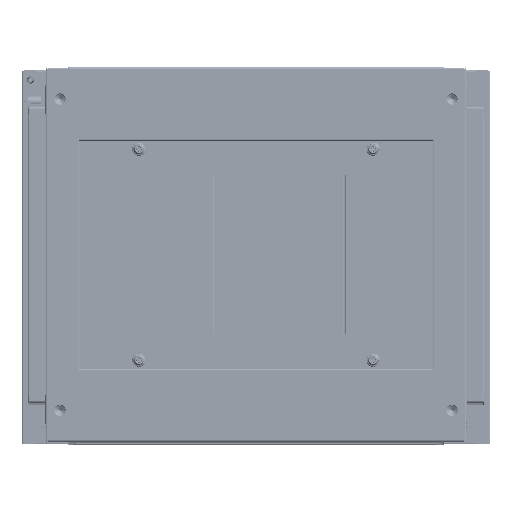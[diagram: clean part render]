
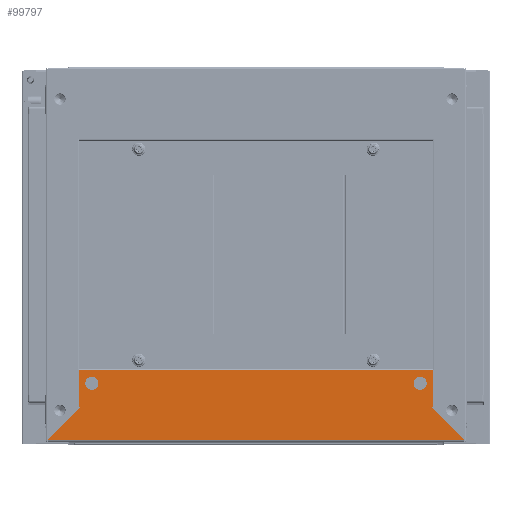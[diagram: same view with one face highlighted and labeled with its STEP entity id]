
A CAD part, top view. The second image highlights one B-rep face of the part: STEP entity #99797.
In plain terms, the highlighted planar face has unit normal (0, 0, 1).
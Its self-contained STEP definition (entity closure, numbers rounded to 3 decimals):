
#44420 = CARTESIAN_POINT ( 'NONE',  ( 188.25, -40.29, 1.5 ) ) ;
#44608 = CARTESIAN_POINT ( 'NONE',  ( -188.25, -40.29, 1.5 ) ) ;
#44614 = CARTESIAN_POINT ( 'NONE',  ( -188.25, -0.7, 1.5 ) ) ;
#44665 = CARTESIAN_POINT ( 'NONE',  ( -187.55, 0., 1.5 ) ) ;
#44673 = CARTESIAN_POINT ( 'NONE',  ( 222.24, 34.69, 1.5 ) ) ;
#44697 = CARTESIAN_POINT ( 'NONE',  ( 187.55, 0., 1.5 ) ) ;
#44952 = CARTESIAN_POINT ( 'NONE',  ( -222.24, 34.69, 1.5 ) ) ;
#45843 = CARTESIAN_POINT ( 'NONE',  ( 188.25, -0.7, 1.5 ) ) ;
#50814 = CARTESIAN_POINT ( 'NONE',  ( 182., -26.3, 1.5 ) ) ;
#53534 = CARTESIAN_POINT ( 'NONE',  ( 168., -26.3, 1.5 ) ) ;
#56633 = CARTESIAN_POINT ( 'NONE',  ( -168., -26.3, 1.5 ) ) ;
#56702 = VERTEX_POINT ( 'NONE', #57247 ) ;
#56937 = VERTEX_POINT ( 'NONE', #56633 ) ;
#57247 = CARTESIAN_POINT ( 'NONE',  ( -182., -26.3, 1.5 ) ) ;
#59200 = VERTEX_POINT ( 'NONE', #53534 ) ;
#60109 = VERTEX_POINT ( 'NONE', #50814 ) ;
#68593 = VERTEX_POINT ( 'NONE', #44952 ) ;
#68691 = VERTEX_POINT ( 'NONE', #44697 ) ;
#68699 = VERTEX_POINT ( 'NONE', #44673 ) ;
#68703 = VERTEX_POINT ( 'NONE', #44665 ) ;
#68721 = VERTEX_POINT ( 'NONE', #44614 ) ;
#68723 = VERTEX_POINT ( 'NONE', #44608 ) ;
#68795 = VERTEX_POINT ( 'NONE', #44420 ) ;
#69198 = VERTEX_POINT ( 'NONE', #45843 ) ;
#73412 = ORIENTED_EDGE ( 'NONE', *, *, #115922, .T. ) ;
#73414 = ORIENTED_EDGE ( 'NONE', *, *, #115919, .T. ) ;
#73416 = ORIENTED_EDGE ( 'NONE', *, *, #115912, .T. ) ;
#73418 = ORIENTED_EDGE ( 'NONE', *, *, #115911, .T. ) ;
#73421 = ORIENTED_EDGE ( 'NONE', *, *, #115897, .T. ) ;
#73423 = ORIENTED_EDGE ( 'NONE', *, *, #115894, .T. ) ;
#73425 = ORIENTED_EDGE ( 'NONE', *, *, #115898, .T. ) ;
#73427 = ORIENTED_EDGE ( 'NONE', *, *, #115902, .T. ) ;
#73429 = ORIENTED_EDGE ( 'NONE', *, *, #115827, .F. ) ;
#73431 = ORIENTED_EDGE ( 'NONE', *, *, #115908, .F. ) ;
#73433 = ORIENTED_EDGE ( 'NONE', *, *, #115754, .F. ) ;
#73434 = ORIENTED_EDGE ( 'NONE', *, *, #115903, .F. ) ;
#80133 = EDGE_LOOP ( 'NONE', ( #73427, #73425, #73423, #73421, #73418, #73416, #73414, #73412 ) ) ;
#80137 = EDGE_LOOP ( 'NONE', ( #73431, #73429 ) ) ;
#80145 = EDGE_LOOP ( 'NONE', ( #73434, #73433 ) ) ;
#99797 = ADVANCED_FACE ( 'NONE', ( #116608, #116614, #116616 ), #113587, .F. ) ;
#100664 = AXIS2_PLACEMENT_3D ( 'NONE', #121192, #121216, #121218 ) ;
#100666 = AXIS2_PLACEMENT_3D ( 'NONE', #121169, #121188, #121190 ) ;
#100687 = AXIS2_PLACEMENT_3D ( 'NONE', #120761, #120796, #120798 ) ;
#100697 = AXIS2_PLACEMENT_3D ( 'NONE', #120404, #120413, #120414 ) ;
#113585 = CARTESIAN_POINT ( 'NONE',  ( 187.55, 0., 1.5 ) ) ;
#113587 = PLANE ( 'NONE',  #132667 ) ;
#113592 = DIRECTION ( 'NONE',  ( 0., 0., -1. ) ) ;
#113594 = DIRECTION ( 'NONE',  ( -1., 0., 0. ) ) ;
#115754 = EDGE_CURVE ( 'NONE', #59200, #60109, #117899, .T. ) ;
#115827 = EDGE_CURVE ( 'NONE', #56702, #56937, #118016, .T. ) ;
#115894 = EDGE_CURVE ( 'NONE', #68703, #68721, #118121, .T. ) ;
#115897 = EDGE_CURVE ( 'NONE', #68721, #68723, #118132, .T. ) ;
#115898 = EDGE_CURVE ( 'NONE', #68593, #68703, #118134, .T. ) ;
#115902 = EDGE_CURVE ( 'NONE', #68699, #68593, #118129, .T. ) ;
#115903 = EDGE_CURVE ( 'NONE', #60109, #59200, #118145, .T. ) ;
#115908 = EDGE_CURVE ( 'NONE', #56937, #56702, #118152, .T. ) ;
#115911 = EDGE_CURVE ( 'NONE', #68723, #68795, #118155, .T. ) ;
#115912 = EDGE_CURVE ( 'NONE', #68795, #69198, #118157, .T. ) ;
#115919 = EDGE_CURVE ( 'NONE', #69198, #68691, #118166, .T. ) ;
#115922 = EDGE_CURVE ( 'NONE', #68691, #68699, #118172, .T. ) ;
#116608 = FACE_BOUND ( 'NONE', #80145, .T. ) ;
#116614 = FACE_BOUND ( 'NONE', #80137, .T. ) ;
#116616 = FACE_OUTER_BOUND ( 'NONE', #80133, .T. ) ;
#117899 = CIRCLE ( 'NONE', #100697, 7. ) ;
#118016 = CIRCLE ( 'NONE', #100687, 7. ) ;
#118121 = LINE ( 'NONE', #121143, #118122 ) ;
#118122 = VECTOR ( 'NONE', #121145, 1000. ) ;
#118129 = LINE ( 'NONE', #121183, #118139 ) ;
#118132 = LINE ( 'NONE', #121157, #118133 ) ;
#118133 = VECTOR ( 'NONE', #121159, 1000. ) ;
#118134 = LINE ( 'NONE', #121161, #118135 ) ;
#118135 = VECTOR ( 'NONE', #121163, 1000. ) ;
#118139 = VECTOR ( 'NONE', #121185, 1000. ) ;
#118145 = CIRCLE ( 'NONE', #100666, 7. ) ;
#118152 = CIRCLE ( 'NONE', #100664, 7. ) ;
#118155 = LINE ( 'NONE', #121233, #118156 ) ;
#118156 = VECTOR ( 'NONE', #121235, 1000. ) ;
#118157 = LINE ( 'NONE', #121238, #118158 ) ;
#118158 = VECTOR ( 'NONE', #121240, 1000. ) ;
#118161 = VECTOR ( 'NONE', #121277, 1000. ) ;
#118166 = LINE ( 'NONE', #121275, #118161 ) ;
#118172 = LINE ( 'NONE', #121290, #118173 ) ;
#118173 = VECTOR ( 'NONE', #121291, 1000. ) ;
#120404 = CARTESIAN_POINT ( 'NONE',  ( 175., -26.3, 1.5 ) ) ;
#120413 = DIRECTION ( 'NONE',  ( 0., 0., 1. ) ) ;
#120414 = DIRECTION ( 'NONE',  ( -1., 0., 0. ) ) ;
#120761 = CARTESIAN_POINT ( 'NONE',  ( -175., -26.3, 1.5 ) ) ;
#120796 = DIRECTION ( 'NONE',  ( 0., 0., 1. ) ) ;
#120798 = DIRECTION ( 'NONE',  ( 1., 0., 0. ) ) ;
#121143 = CARTESIAN_POINT ( 'NONE',  ( -188.25, -0.7, 1.5 ) ) ;
#121145 = DIRECTION ( 'NONE',  ( -0.707, -0.707, 0. ) ) ;
#121157 = CARTESIAN_POINT ( 'NONE',  ( -188.25, -0.7, 1.5 ) ) ;
#121159 = DIRECTION ( 'NONE',  ( 0., -1., 0. ) ) ;
#121161 = CARTESIAN_POINT ( 'NONE',  ( -222.25, 34.7, 1.5 ) ) ;
#121163 = DIRECTION ( 'NONE',  ( 0.707, -0.707, 0. ) ) ;
#121169 = CARTESIAN_POINT ( 'NONE',  ( 175., -26.3, 1.5 ) ) ;
#121183 = CARTESIAN_POINT ( 'NONE',  ( 222.25, 34.69, 1.5 ) ) ;
#121185 = DIRECTION ( 'NONE',  ( -1., 0., 0. ) ) ;
#121188 = DIRECTION ( 'NONE',  ( 0., 0., 1. ) ) ;
#121190 = DIRECTION ( 'NONE',  ( -1., 0., 0. ) ) ;
#121192 = CARTESIAN_POINT ( 'NONE',  ( -175., -26.3, 1.5 ) ) ;
#121216 = DIRECTION ( 'NONE',  ( 0., 0., 1. ) ) ;
#121218 = DIRECTION ( 'NONE',  ( 1., 0., 0. ) ) ;
#121233 = CARTESIAN_POINT ( 'NONE',  ( -188.25, -40.29, 1.5 ) ) ;
#121235 = DIRECTION ( 'NONE',  ( 1., 0., 0. ) ) ;
#121238 = CARTESIAN_POINT ( 'NONE',  ( 188.25, -0.7, 1.5 ) ) ;
#121240 = DIRECTION ( 'NONE',  ( 0., 1., 0. ) ) ;
#121275 = CARTESIAN_POINT ( 'NONE',  ( 188.25, -0.7, 1.5 ) ) ;
#121277 = DIRECTION ( 'NONE',  ( -0.707, 0.707, 0. ) ) ;
#121290 = CARTESIAN_POINT ( 'NONE',  ( 222.25, 34.7, 1.5 ) ) ;
#121291 = DIRECTION ( 'NONE',  ( 0.707, 0.707, 0. ) ) ;
#132667 = AXIS2_PLACEMENT_3D ( 'NONE', #113585, #113592, #113594 ) ;
